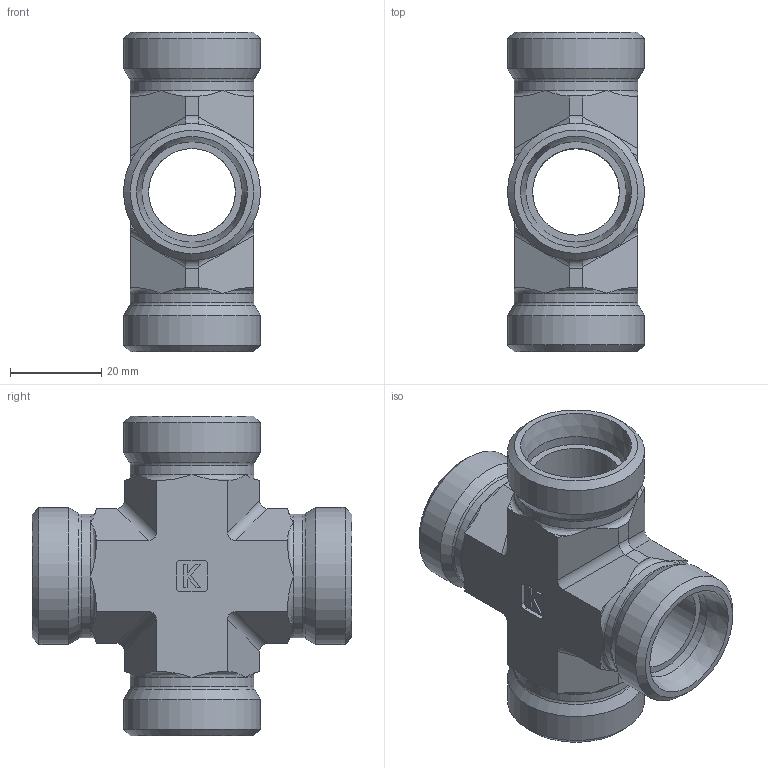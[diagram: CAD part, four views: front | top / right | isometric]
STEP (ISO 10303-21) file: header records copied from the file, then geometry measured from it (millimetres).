
FILE_DESCRIPTION((''),'2;1');
FILE_NAME('4912230.stp','2014-09-18T14:32:44',(''),('KNOMI spol. s r. o.'),'Autodesk Inventor 2012','Autodesk Inventor 2012','');
FILE_SCHEMA(('AUTOMOTIVE_DESIGN { 1 2 10303 214 0 1 1 1 }'));
Length unit declared in the file: millimetre
Products named in the file (1): KS2 22L 4xM30x2
Bounding box: 30 x 70 x 70 mm (x, y, z)
Volume: 35431.2 mm3; surface area: 18108 mm2
Topology: 1 solids, 1 shells, 148 faces, 384 edges, 242 vertices
Faces by surface type: plane 76, cylinder 32, torus 28, cone 12
Full cylindrical faces by diameter (mm): 19 x4, 22 x4, 27 x4, 30 x4
Entity records: 4334 total; most frequent: CARTESIAN_POINT 879, DIRECTION 718, ORIENTED_EDGE 680, EDGE_CURVE 340, AXIS2_PLACEMENT_3D 277, VERTEX_POINT 230, EDGE_LOOP 190, VECTOR 164
